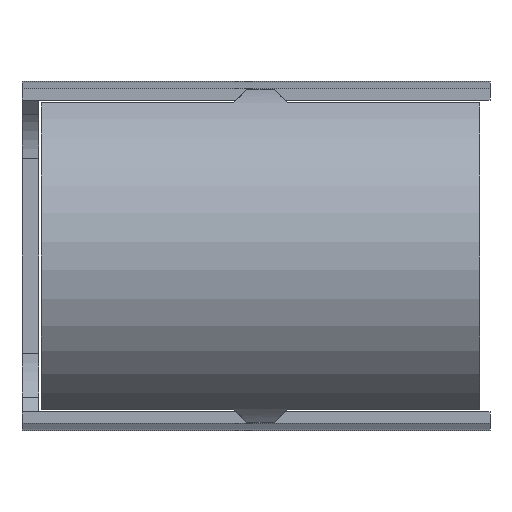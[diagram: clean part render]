
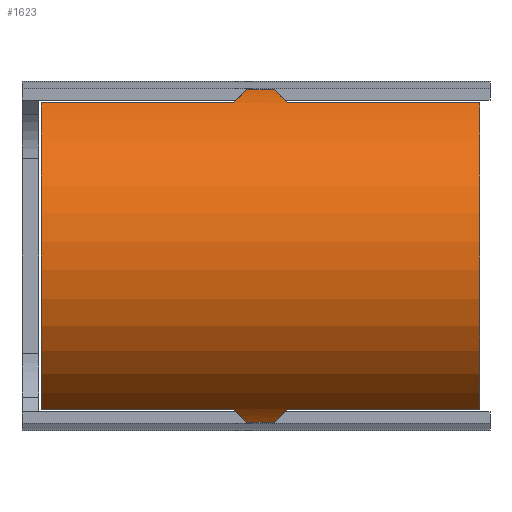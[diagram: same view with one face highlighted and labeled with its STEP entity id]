
A CAD part, front view. The second image highlights one B-rep face of the part: STEP entity #1623.
In plain terms, the highlighted cylindrical face has radius 12.55 mm (diameter 25.1 mm), a partial arc.
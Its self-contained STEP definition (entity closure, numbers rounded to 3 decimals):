
#33=CYLINDRICAL_SURFACE('',#1774,12.55);
#46=CIRCLE('',#1695,12.55);
#51=CIRCLE('',#1720,12.55);
#53=CIRCLE('',#1727,12.55);
#57=CIRCLE('',#1755,12.55);
#59=CIRCLE('',#1762,12.55);
#61=CIRCLE('',#1767,12.55);
#135=FACE_OUTER_BOUND('',#219,.T.);
#219=EDGE_LOOP('',(#1355,#1356,#1357,#1358,#1359,#1360,#1361,#1362,#1363,
#1364,#1365,#1366,#1367,#1368,#1369,#1370));
#251=ELLIPSE('',#1711,17.748,12.55);
#253=ELLIPSE('',#1718,17.748,12.55);
#257=ELLIPSE('',#1746,17.748,12.55);
#259=ELLIPSE('',#1753,17.748,12.55);
#326=LINE('',#2451,#510);
#333=LINE('',#2464,#517);
#347=LINE('',#2505,#531);
#375=LINE('',#2571,#559);
#382=LINE('',#2584,#566);
#394=LINE('',#2622,#578);
#510=VECTOR('',#1960,10.);
#517=VECTOR('',#1967,10.);
#531=VECTOR('',#2013,10.);
#559=VECTOR('',#2079,10.);
#566=VECTOR('',#2086,10.);
#578=VECTOR('',#2130,10.);
#667=VERTEX_POINT('',#2376);
#668=VERTEX_POINT('',#2378);
#692=VERTEX_POINT('',#2444);
#693=VERTEX_POINT('',#2446);
#694=VERTEX_POINT('',#2450);
#700=VERTEX_POINT('',#2463);
#706=VERTEX_POINT('',#2481);
#707=VERTEX_POINT('',#2485);
#711=VERTEX_POINT('',#2501);
#727=VERTEX_POINT('',#2561);
#728=VERTEX_POINT('',#2563);
#730=VERTEX_POINT('',#2569);
#736=VERTEX_POINT('',#2582);
#741=VERTEX_POINT('',#2598);
#742=VERTEX_POINT('',#2602);
#746=VERTEX_POINT('',#2618);
#832=EDGE_CURVE('',#667,#668,#46,.T.);
#866=EDGE_CURVE('',#693,#692,#251,.T.);
#868=EDGE_CURVE('',#694,#693,#326,.T.);
#875=EDGE_CURVE('',#700,#668,#333,.T.);
#884=EDGE_CURVE('',#706,#700,#253,.T.);
#886=EDGE_CURVE('',#707,#706,#51,.T.);
#895=EDGE_CURVE('',#692,#711,#53,.T.);
#896=EDGE_CURVE('',#711,#707,#347,.T.);
#925=EDGE_CURVE('',#727,#728,#257,.T.);
#929=EDGE_CURVE('',#730,#667,#375,.T.);
#936=EDGE_CURVE('',#736,#727,#382,.T.);
#944=EDGE_CURVE('',#741,#730,#259,.T.);
#946=EDGE_CURVE('',#742,#741,#57,.T.);
#953=EDGE_CURVE('',#728,#746,#59,.T.);
#955=EDGE_CURVE('',#746,#742,#394,.T.);
#960=EDGE_CURVE('',#694,#736,#61,.T.);
#1355=ORIENTED_EDGE('',*,*,#832,.F.);
#1356=ORIENTED_EDGE('',*,*,#929,.F.);
#1357=ORIENTED_EDGE('',*,*,#944,.F.);
#1358=ORIENTED_EDGE('',*,*,#946,.F.);
#1359=ORIENTED_EDGE('',*,*,#955,.F.);
#1360=ORIENTED_EDGE('',*,*,#953,.F.);
#1361=ORIENTED_EDGE('',*,*,#925,.F.);
#1362=ORIENTED_EDGE('',*,*,#936,.F.);
#1363=ORIENTED_EDGE('',*,*,#960,.F.);
#1364=ORIENTED_EDGE('',*,*,#868,.T.);
#1365=ORIENTED_EDGE('',*,*,#866,.T.);
#1366=ORIENTED_EDGE('',*,*,#895,.T.);
#1367=ORIENTED_EDGE('',*,*,#896,.T.);
#1368=ORIENTED_EDGE('',*,*,#886,.T.);
#1369=ORIENTED_EDGE('',*,*,#884,.T.);
#1370=ORIENTED_EDGE('',*,*,#875,.T.);
#1623=ADVANCED_FACE('',(#135),#33,.T.);
#1695=AXIS2_PLACEMENT_3D('',#2379,#1896,#1897);
#1711=AXIS2_PLACEMENT_3D('',#2447,#1955,#1956);
#1718=AXIS2_PLACEMENT_3D('',#2482,#1984,#1985);
#1720=AXIS2_PLACEMENT_3D('',#2486,#1989,#1990);
#1727=AXIS2_PLACEMENT_3D('',#2503,#2009,#2010);
#1746=AXIS2_PLACEMENT_3D('',#2564,#2072,#2073);
#1753=AXIS2_PLACEMENT_3D('',#2600,#2102,#2103);
#1755=AXIS2_PLACEMENT_3D('',#2604,#2107,#2108);
#1762=AXIS2_PLACEMENT_3D('',#2619,#2125,#2126);
#1767=AXIS2_PLACEMENT_3D('',#2631,#2140,#2141);
#1774=AXIS2_PLACEMENT_3D('',#2641,#2157,#2158);
#1896=DIRECTION('center_axis',(1.,0.,0.));
#1897=DIRECTION('ref_axis',(0.,0.,-1.));
#1955=DIRECTION('center_axis',(0.707,0.,0.707));
#1956=DIRECTION('ref_axis',(-0.707,0.,0.707));
#1960=DIRECTION('',(1.,0.,0.));
#1967=DIRECTION('',(1.,0.,0.));
#1984=DIRECTION('center_axis',(-0.707,0.,0.707));
#1985=DIRECTION('ref_axis',(0.707,0.,0.707));
#1989=DIRECTION('center_axis',(-1.,0.,0.));
#1990=DIRECTION('ref_axis',(0.,0.,1.));
#2009=DIRECTION('center_axis',(1.,0.,0.));
#2010=DIRECTION('ref_axis',(0.,0.,1.));
#2013=DIRECTION('',(1.,0.,0.));
#2072=DIRECTION('center_axis',(-0.707,0.,0.707));
#2073=DIRECTION('ref_axis',(-0.707,0.,-0.707));
#2079=DIRECTION('',(1.,0.,0.));
#2086=DIRECTION('',(1.,0.,0.));
#2102=DIRECTION('center_axis',(0.707,0.,0.707));
#2103=DIRECTION('ref_axis',(0.707,0.,-0.707));
#2107=DIRECTION('center_axis',(1.,0.,0.));
#2108=DIRECTION('ref_axis',(0.,0.,-1.));
#2125=DIRECTION('center_axis',(-1.,0.,0.));
#2126=DIRECTION('ref_axis',(0.,0.,-1.));
#2130=DIRECTION('',(1.,0.,0.));
#2140=DIRECTION('center_axis',(-1.,0.,0.));
#2141=DIRECTION('ref_axis',(0.,0.,1.));
#2157=DIRECTION('center_axis',(1.,0.,0.));
#2158=DIRECTION('ref_axis',(0.,0.,-1.));
#2376=CARTESIAN_POINT('',(15.75,-6.014,11.015));
#2378=CARTESIAN_POINT('',(15.75,-6.014,-11.015));
#2379=CARTESIAN_POINT('Origin',(15.75,0.,0.));
#2444=CARTESIAN_POINT('',(-1.,-3.828,-11.952));
#2446=CARTESIAN_POINT('',(-1.937,-6.014,-11.015));
#2447=CARTESIAN_POINT('Origin',(-12.952,0.,0.));
#2450=CARTESIAN_POINT('',(-15.75,-6.014,-11.015));
#2451=CARTESIAN_POINT('',(0.,-6.014,-11.015));
#2463=CARTESIAN_POINT('',(1.937,-6.014,-11.015));
#2464=CARTESIAN_POINT('',(0.,-6.014,-11.015));
#2481=CARTESIAN_POINT('',(1.,-3.828,-11.952));
#2482=CARTESIAN_POINT('Origin',(12.952,0.,0.));
#2485=CARTESIAN_POINT('',(1.,-3.825,-11.953));
#2486=CARTESIAN_POINT('Origin',(1.,0.,0.));
#2501=CARTESIAN_POINT('',(-1.,-3.825,-11.953));
#2503=CARTESIAN_POINT('Origin',(-1.,0.,0.));
#2505=CARTESIAN_POINT('',(0.,-3.825,-11.953));
#2561=CARTESIAN_POINT('',(-1.937,-6.014,11.015));
#2563=CARTESIAN_POINT('',(-1.,-3.828,11.952));
#2564=CARTESIAN_POINT('Origin',(-12.952,0.,0.));
#2569=CARTESIAN_POINT('',(1.937,-6.014,11.015));
#2571=CARTESIAN_POINT('',(0.,-6.014,11.015));
#2582=CARTESIAN_POINT('',(-15.75,-6.014,11.015));
#2584=CARTESIAN_POINT('',(0.,-6.014,11.015));
#2598=CARTESIAN_POINT('',(1.,-3.828,11.952));
#2600=CARTESIAN_POINT('Origin',(12.952,0.,0.));
#2602=CARTESIAN_POINT('',(1.,-3.825,11.953));
#2604=CARTESIAN_POINT('Origin',(1.,0.,0.));
#2618=CARTESIAN_POINT('',(-1.,-3.825,11.953));
#2619=CARTESIAN_POINT('Origin',(-1.,0.,0.));
#2622=CARTESIAN_POINT('',(0.,-3.825,11.953));
#2631=CARTESIAN_POINT('Origin',(-15.75,0.,0.));
#2641=CARTESIAN_POINT('Origin',(0.,0.,0.));
